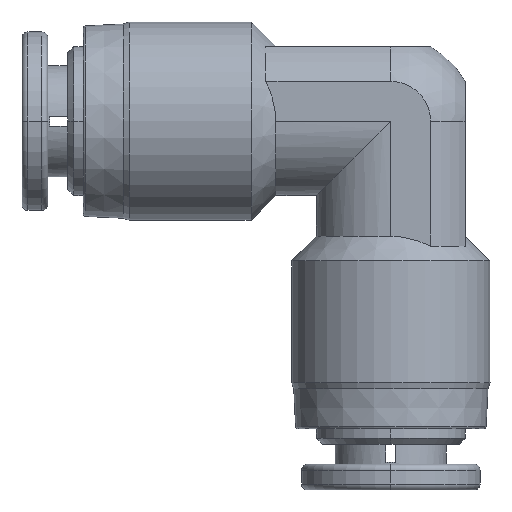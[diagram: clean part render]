
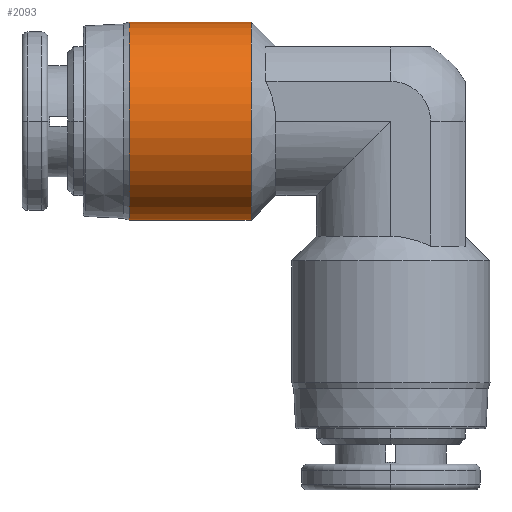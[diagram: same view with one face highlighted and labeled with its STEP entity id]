
A CAD part, left-side view. The second image highlights one B-rep face of the part: STEP entity #2093.
In plain terms, the highlighted cylindrical face has radius 5 mm (diameter 10 mm), a partial arc.
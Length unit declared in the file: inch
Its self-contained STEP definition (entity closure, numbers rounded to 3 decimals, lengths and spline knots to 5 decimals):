
#70 = DIRECTION ( 'NONE',  ( 0., 1., 0. ) ) ;
#88 = VERTEX_POINT ( 'NONE', #1261 ) ;
#90 = DIRECTION ( 'NONE',  ( 0., 0., 1. ) ) ;
#119 = ORIENTED_EDGE ( 'NONE', *, *, #1689, .T. ) ;
#143 = VECTOR ( 'NONE', #70, 39.37008 ) ;
#156 = DIRECTION ( 'NONE',  ( 0., 0., 1. ) ) ;
#612 = CARTESIAN_POINT ( 'NONE',  ( 1.1811, 0.27756, 0.19685 ) ) ;
#614 = EDGE_CURVE ( 'NONE', #700, #1978, #2764, .T. ) ;
#700 = VERTEX_POINT ( 'NONE', #928 ) ;
#850 = CYLINDRICAL_SURFACE ( 'NONE', #1621, 0.19685 ) ;
#928 = CARTESIAN_POINT ( 'NONE',  ( 1.1811, 0.27756, -0.19685 ) ) ;
#953 = EDGE_LOOP ( 'NONE', ( #2371, #2978, #119, #3275 ) ) ;
#997 = CARTESIAN_POINT ( 'NONE',  ( 1.1811, -0.05906, 0. ) ) ;
#1173 = EDGE_CURVE ( 'NONE', #88, #2448, #2848, .T. ) ;
#1224 = LINE ( 'NONE', #2669, #143 ) ;
#1261 = CARTESIAN_POINT ( 'NONE',  ( 1.1811, 0.51969, 0.19685 ) ) ;
#1275 = DIRECTION ( 'NONE',  ( 0., 1., 0. ) ) ;
#1396 = CARTESIAN_POINT ( 'NONE',  ( 1.1811, 0.51969, 0. ) ) ;
#1437 = CARTESIAN_POINT ( 'NONE',  ( 1.1811, 0.27756, 0. ) ) ;
#1621 = AXIS2_PLACEMENT_3D ( 'NONE', #997, #1275, #90 ) ;
#1627 = FACE_OUTER_BOUND ( 'NONE', #953, .T. ) ;
#1689 = EDGE_CURVE ( 'NONE', #1978, #88, #2600, .T. ) ;
#1898 = DIRECTION ( 'NONE',  ( 0., -1., 0. ) ) ;
#1978 = VERTEX_POINT ( 'NONE', #612 ) ;
#1985 = EDGE_CURVE ( 'NONE', #700, #2448, #1224, .T. ) ;
#1988 = CARTESIAN_POINT ( 'NONE',  ( 1.1811, 0.51969, -0.19685 ) ) ;
#2059 = AXIS2_PLACEMENT_3D ( 'NONE', #1437, #3240, #156 ) ;
#2093 = ADVANCED_FACE ( 'NONE', ( #1627 ), #850, .T. ) ;
#2153 = DIRECTION ( 'NONE',  ( 0., 0., 1. ) ) ;
#2336 = AXIS2_PLACEMENT_3D ( 'NONE', #1396, #1898, #2153 ) ;
#2371 = ORIENTED_EDGE ( 'NONE', *, *, #1985, .F. ) ;
#2448 = VERTEX_POINT ( 'NONE', #1988 ) ;
#2600 = LINE ( 'NONE', #3027, #2961 ) ;
#2669 = CARTESIAN_POINT ( 'NONE',  ( 1.1811, -0.05906, -0.19685 ) ) ;
#2764 = CIRCLE ( 'NONE', #2059, 0.19685 ) ;
#2848 = CIRCLE ( 'NONE', #2336, 0.19685 ) ;
#2961 = VECTOR ( 'NONE', #3237, 39.37008 ) ;
#2978 = ORIENTED_EDGE ( 'NONE', *, *, #614, .T. ) ;
#3027 = CARTESIAN_POINT ( 'NONE',  ( 1.1811, -0.05906, 0.19685 ) ) ;
#3237 = DIRECTION ( 'NONE',  ( 0., 1., 0. ) ) ;
#3240 = DIRECTION ( 'NONE',  ( 0., 1., 0. ) ) ;
#3275 = ORIENTED_EDGE ( 'NONE', *, *, #1173, .T. ) ;
